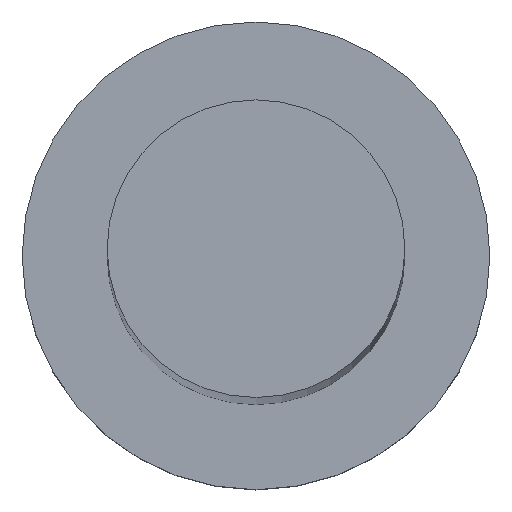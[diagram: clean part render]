
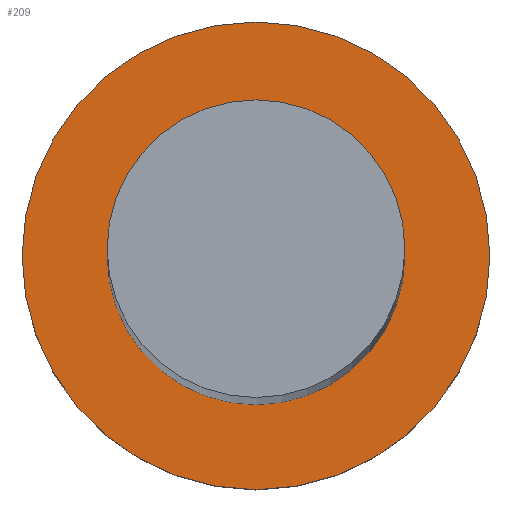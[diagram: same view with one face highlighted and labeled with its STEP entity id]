
A CAD part, top view. The second image highlights one B-rep face of the part: STEP entity #209.
In plain terms, the highlighted planar face has unit normal (0, 0, 1).
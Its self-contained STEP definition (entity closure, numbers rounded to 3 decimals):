
#1 = CARTESIAN_POINT ( 'NONE',  ( 0., 0., 7. ) ) ;
#5 = EDGE_CURVE ( 'NONE', #72, #14, #160, .T. ) ;
#14 = VERTEX_POINT ( 'NONE', #39 ) ;
#17 = CARTESIAN_POINT ( 'NONE',  ( 0., 0., 7. ) ) ;
#18 = CARTESIAN_POINT ( 'NONE',  ( 0., 0., 7. ) ) ;
#19 = ORIENTED_EDGE ( 'NONE', *, *, #5, .F. ) ;
#24 = DIRECTION ( 'NONE',  ( 1., 0., 0. ) ) ;
#38 = DIRECTION ( 'NONE',  ( 1., 0., 0. ) ) ;
#39 = CARTESIAN_POINT ( 'NONE',  ( 7., 0., 7. ) ) ;
#45 = DIRECTION ( 'NONE',  ( 0., 0., 1. ) ) ;
#64 = EDGE_CURVE ( 'NONE', #14, #72, #179, .T. ) ;
#65 = DIRECTION ( 'NONE',  ( 1., 0., 0. ) ) ;
#70 = CARTESIAN_POINT ( 'NONE',  ( 0., 0., 7. ) ) ;
#72 = VERTEX_POINT ( 'NONE', #135 ) ;
#75 = EDGE_LOOP ( 'NONE', ( #189, #100 ) ) ;
#86 = DIRECTION ( 'NONE',  ( 0., 0., 1. ) ) ;
#100 = ORIENTED_EDGE ( 'NONE', *, *, #149, .T. ) ;
#102 = AXIS2_PLACEMENT_3D ( 'NONE', #1, #195, #65 ) ;
#124 = CARTESIAN_POINT ( 'NONE',  ( 0., 0., 7. ) ) ;
#133 = AXIS2_PLACEMENT_3D ( 'NONE', #18, #162, #142 ) ;
#134 = VERTEX_POINT ( 'NONE', #194 ) ;
#135 = CARTESIAN_POINT ( 'NONE',  ( -7., 0., 7. ) ) ;
#142 = DIRECTION ( 'NONE',  ( 1., 0., 0. ) ) ;
#148 = ORIENTED_EDGE ( 'NONE', *, *, #64, .F. ) ;
#149 = EDGE_CURVE ( 'NONE', #134, #155, #250, .T. ) ;
#155 = VERTEX_POINT ( 'NONE', #245 ) ;
#159 = PLANE ( 'NONE',  #176 ) ;
#160 = CIRCLE ( 'NONE', #191, 7. ) ;
#162 = DIRECTION ( 'NONE',  ( 0., 0., 1. ) ) ;
#163 = CIRCLE ( 'NONE', #183, 11. ) ;
#165 = EDGE_LOOP ( 'NONE', ( #19, #148 ) ) ;
#176 = AXIS2_PLACEMENT_3D ( 'NONE', #124, #86, #182 ) ;
#177 = DIRECTION ( 'NONE',  ( 0., 0., 1. ) ) ;
#179 = CIRCLE ( 'NONE', #102, 7. ) ;
#182 = DIRECTION ( 'NONE',  ( 1., 0., 0. ) ) ;
#183 = AXIS2_PLACEMENT_3D ( 'NONE', #70, #45, #24 ) ;
#189 = ORIENTED_EDGE ( 'NONE', *, *, #251, .T. ) ;
#191 = AXIS2_PLACEMENT_3D ( 'NONE', #17, #177, #38 ) ;
#194 = CARTESIAN_POINT ( 'NONE',  ( 11., 0., 7. ) ) ;
#195 = DIRECTION ( 'NONE',  ( 0., 0., 1. ) ) ;
#203 = FACE_BOUND ( 'NONE', #165, .T. ) ;
#209 = ADVANCED_FACE ( 'NONE', ( #203, #241 ), #159, .T. ) ;
#241 = FACE_OUTER_BOUND ( 'NONE', #75, .T. ) ;
#245 = CARTESIAN_POINT ( 'NONE',  ( -11., 0., 7. ) ) ;
#250 = CIRCLE ( 'NONE', #133, 11. ) ;
#251 = EDGE_CURVE ( 'NONE', #155, #134, #163, .T. ) ;
